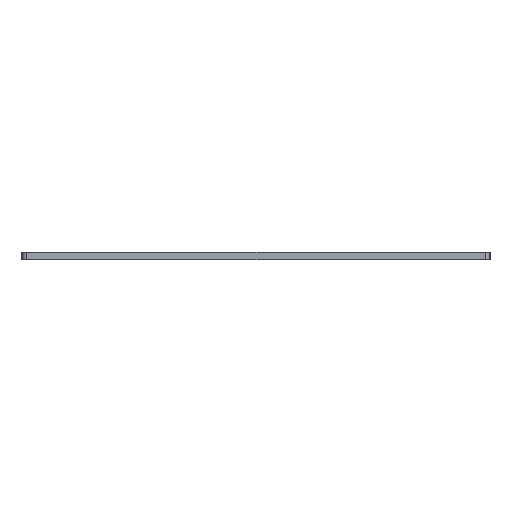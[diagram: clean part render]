
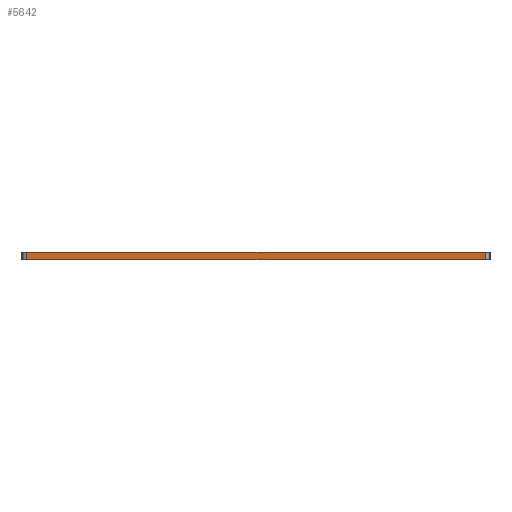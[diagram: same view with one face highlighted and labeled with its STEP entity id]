
A CAD part, left-side view. The second image highlights one B-rep face of the part: STEP entity #5642.
In plain terms, the highlighted planar face has unit normal (-1, 0, 0).
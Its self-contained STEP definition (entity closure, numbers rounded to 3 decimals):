
#222=PLANE('',#6196);
#496=FACE_OUTER_BOUND('',#772,.T.);
#772=EDGE_LOOP('',(#4665,#4666,#4667,#4668));
#1386=LINE('',#9480,#1928);
#1387=LINE('',#9483,#1929);
#1388=LINE('',#9485,#1930);
#1389=LINE('',#9486,#1931);
#1928=VECTOR('',#7830,10.);
#1929=VECTOR('',#7833,10.);
#1930=VECTOR('',#7834,10.);
#1931=VECTOR('',#7835,10.);
#2757=VERTEX_POINT('',#9476);
#2758=VERTEX_POINT('',#9478);
#2759=VERTEX_POINT('',#9482);
#2760=VERTEX_POINT('',#9484);
#3574=EDGE_CURVE('',#2757,#2758,#1386,.T.);
#3575=EDGE_CURVE('',#2759,#2757,#1387,.T.);
#3576=EDGE_CURVE('',#2760,#2758,#1388,.T.);
#3577=EDGE_CURVE('',#2759,#2760,#1389,.T.);
#4665=ORIENTED_EDGE('',*,*,#3575,.T.);
#4666=ORIENTED_EDGE('',*,*,#3574,.T.);
#4667=ORIENTED_EDGE('',*,*,#3576,.F.);
#4668=ORIENTED_EDGE('',*,*,#3577,.F.);
#5642=ADVANCED_FACE('',(#496),#222,.T.);
#6196=AXIS2_PLACEMENT_3D('',#9481,#7831,#7832);
#7830=DIRECTION('',(0.,0.,1.));
#7831=DIRECTION('center_axis',(-1.,0.,0.));
#7832=DIRECTION('ref_axis',(0.,-1.,0.));
#7833=DIRECTION('',(0.,-1.,0.));
#7834=DIRECTION('',(0.,-1.,0.));
#7835=DIRECTION('',(0.,0.,1.));
#9476=CARTESIAN_POINT('',(82.5,-137.5,2.2));
#9478=CARTESIAN_POINT('',(82.5,-137.5,3.7));
#9480=CARTESIAN_POINT('',(82.5,-137.5,2.2));
#9481=CARTESIAN_POINT('Origin',(82.5,-44.5,2.2));
#9482=CARTESIAN_POINT('',(82.5,-44.5,2.2));
#9483=CARTESIAN_POINT('',(82.5,-44.5,2.2));
#9484=CARTESIAN_POINT('',(82.5,-44.5,3.7));
#9485=CARTESIAN_POINT('',(82.5,-44.5,3.7));
#9486=CARTESIAN_POINT('',(82.5,-44.5,2.2));
